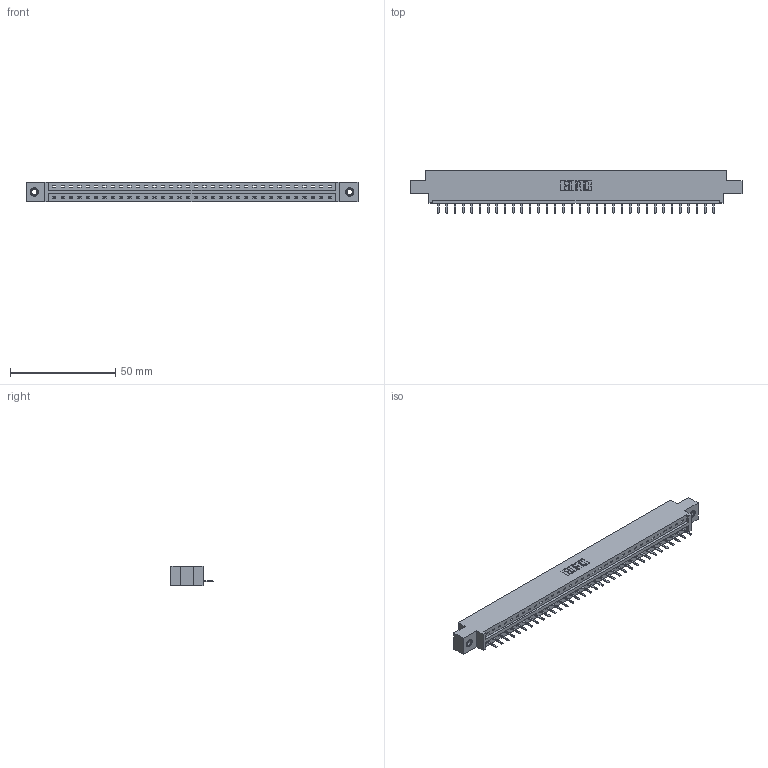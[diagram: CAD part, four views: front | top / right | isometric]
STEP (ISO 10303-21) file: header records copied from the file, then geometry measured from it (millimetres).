
FILE_DESCRIPTION (( 'STEP AP203' ), '1' );
FILE_NAME ('387-034-520-607.STEP', '2018-09-18T11:06:19', ( '' ), ( '' ), 'SwSTEP 2.0', 'SolidWorks 2016', '' );
FILE_SCHEMA (( 'CONFIG_CONTROL_DESIGN' ));
Length unit declared in the file: inch
Products named in the file (4): 337 Part_0.170 Offset - 0.156 Dia-TI; 345-292-001_345-293-120; 345-250-001_345-250-005-103; 387-034-520-607
Assembly tree (37 placements, depth 2):
  387-034-520-607
    337 Part_0.170 Offset - 0.156 Dia-TI
    345-292-001_345-293-120  x34
    345-250-001_345-250-005-103  x2
Bounding box: 157.73 x 20.02 x 9.4 mm (x, y, z)
Volume: 16064.9 mm3; surface area: 16341.7 mm2
Topology: 37 solids, 37 shells, 2422 faces, 7123 edges, 4650 vertices
Faces by surface type: plane 1738, cylinder 668, cone 12, torus 4
Entity records: 27740 total; most frequent: CARTESIAN_POINT 4823, ORIENTED_EDGE 4774, DIRECTION 4097, EDGE_CURVE 2387, LINE 2235, VECTOR 2235, VERTEX_POINT 1584, AXIS2_PLACEMENT_3D 931
